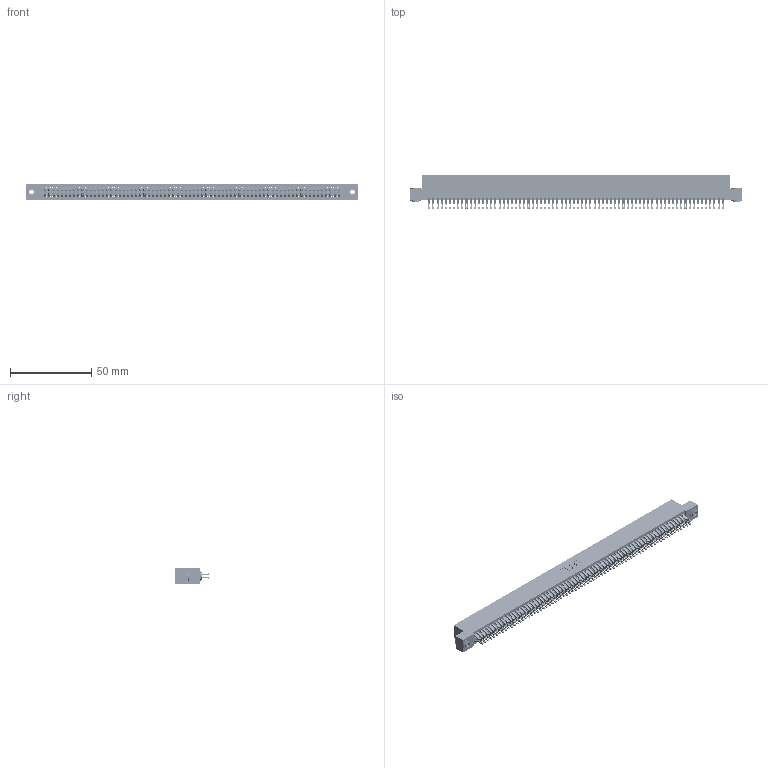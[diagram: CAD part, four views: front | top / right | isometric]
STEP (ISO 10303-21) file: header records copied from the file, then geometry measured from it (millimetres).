
FILE_DESCRIPTION (( 'STEP AP203' ), '1' );
FILE_NAME ('345-144-555-203.STEP', '2019-11-09T11:10:17', ( '' ), ( '' ), 'SwSTEP 2.0', 'SolidWorks 2016', '' );
FILE_SCHEMA (( 'CONFIG_CONTROL_DESIGN' ));
Length unit declared in the file: inch
Products named in the file (4): 345 Part_Flush Mounting Lugs - 0.156 Dia-TH; 345-292-001_555 Tail; 345-144-555-203; 345-250-002_345-250-002-102
Assembly tree (147 placements, depth 2):
  345-144-555-203
    345 Part_Flush Mounting Lugs - 0.156 Dia-TH
    345-292-001_555 Tail  x144
    345-250-002_345-250-002-102  x2
Bounding box: 204.09 x 21.13 x 9.4 mm (x, y, z)
Volume: 20541 mm3; surface area: 32601.6 mm2
Topology: 147 solids, 147 shells, 8228 faces, 25905 edges, 17266 vertices
Faces by surface type: plane 4554, cylinder 3666, cone 8
Entity records: 53430 total; most frequent: CARTESIAN_POINT 8937, ORIENTED_EDGE 8834, DIRECTION 7843, EDGE_CURVE 4417, VECTOR 3953, LINE 3953, VERTEX_POINT 2942, AXIS2_PLACEMENT_3D 1945
